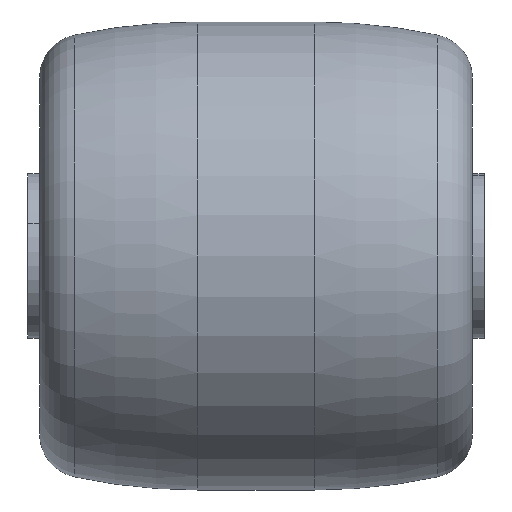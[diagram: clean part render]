
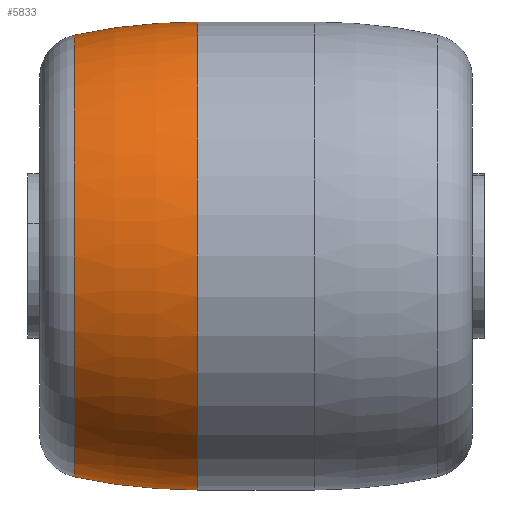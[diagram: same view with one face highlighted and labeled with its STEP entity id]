
A CAD part, front view. The second image highlights one B-rep face of the part: STEP entity #5833.
In plain terms, the highlighted toroidal (fillet/blend) face has major radius 60 mm and minor radius 100 mm.
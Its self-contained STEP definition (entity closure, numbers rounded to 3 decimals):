
#406 = CARTESIAN_POINT ( 'NONE',  ( -31.081, 0., -37.753 ) ) ;
#492 = CARTESIAN_POINT ( 'NONE',  ( -10., 0., -40. ) ) ;
#562 = AXIS2_PLACEMENT_3D ( 'NONE', #636, #2009, #1098 ) ;
#636 = CARTESIAN_POINT ( 'NONE',  ( -10., 0., 60. ) ) ;
#716 = DIRECTION ( 'NONE',  ( 0., 0., 1. ) ) ;
#869 = CIRCLE ( 'NONE', #1628, 40. ) ;
#923 = CARTESIAN_POINT ( 'NONE',  ( -10., 0., -60. ) ) ;
#998 = CARTESIAN_POINT ( 'NONE',  ( -10., 0., 0. ) ) ;
#1098 = DIRECTION ( 'NONE',  ( 0., 0., 1. ) ) ;
#1244 = VERTEX_POINT ( 'NONE', #406 ) ;
#1261 = VERTEX_POINT ( 'NONE', #492 ) ;
#1316 = AXIS2_PLACEMENT_3D ( 'NONE', #3638, #3547, #5433 ) ;
#1470 = ORIENTED_EDGE ( 'NONE', *, *, #2211, .T. ) ;
#1598 = EDGE_LOOP ( 'NONE', ( #2987, #5254, #1470, #5207 ) ) ;
#1628 = AXIS2_PLACEMENT_3D ( 'NONE', #4355, #2032, #716 ) ;
#1649 = VERTEX_POINT ( 'NONE', #4325 ) ;
#2009 = DIRECTION ( 'NONE',  ( 0., 1., 0. ) ) ;
#2032 = DIRECTION ( 'NONE',  ( -1., 0., 0. ) ) ;
#2211 = EDGE_CURVE ( 'NONE', #1649, #3739, #2256, .T. ) ;
#2250 = FACE_OUTER_BOUND ( 'NONE', #1598, .T. ) ;
#2256 = CIRCLE ( 'NONE', #2832, 100. ) ;
#2266 = CIRCLE ( 'NONE', #562, 100. ) ;
#2743 = DIRECTION ( 'NONE',  ( 0., -1., 0. ) ) ;
#2832 = AXIS2_PLACEMENT_3D ( 'NONE', #923, #2743, #4538 ) ;
#2892 = EDGE_CURVE ( 'NONE', #3739, #1244, #3040, .T. ) ;
#2987 = ORIENTED_EDGE ( 'NONE', *, *, #4833, .F. ) ;
#3040 = CIRCLE ( 'NONE', #1316, 37.753 ) ;
#3547 = DIRECTION ( 'NONE',  ( 1., 0., 0. ) ) ;
#3638 = CARTESIAN_POINT ( 'NONE',  ( -31.081, 0., 0. ) ) ;
#3711 = TOROIDAL_SURFACE ( 'NONE', #5127, -60., 100. ) ;
#3739 = VERTEX_POINT ( 'NONE', #4888 ) ;
#4325 = CARTESIAN_POINT ( 'NONE',  ( -10., 0., 40. ) ) ;
#4355 = CARTESIAN_POINT ( 'NONE',  ( -10., 0., 0. ) ) ;
#4494 = DIRECTION ( 'NONE',  ( -1., 0., 0. ) ) ;
#4538 = DIRECTION ( 'NONE',  ( 0., 0., -1. ) ) ;
#4833 = EDGE_CURVE ( 'NONE', #1261, #1244, #2266, .T. ) ;
#4888 = CARTESIAN_POINT ( 'NONE',  ( -31.081, 0., 37.753 ) ) ;
#5127 = AXIS2_PLACEMENT_3D ( 'NONE', #998, #4494, #5443 ) ;
#5207 = ORIENTED_EDGE ( 'NONE', *, *, #2892, .T. ) ;
#5254 = ORIENTED_EDGE ( 'NONE', *, *, #5584, .T. ) ;
#5433 = DIRECTION ( 'NONE',  ( 0., 0., -1. ) ) ;
#5443 = DIRECTION ( 'NONE',  ( 0., 0., 1. ) ) ;
#5584 = EDGE_CURVE ( 'NONE', #1261, #1649, #869, .T. ) ;
#5833 = ADVANCED_FACE ( 'NONE', ( #2250 ), #3711, .T. ) ;
